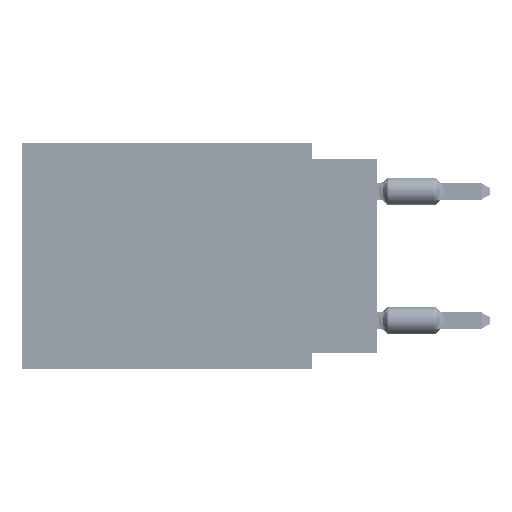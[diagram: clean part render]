
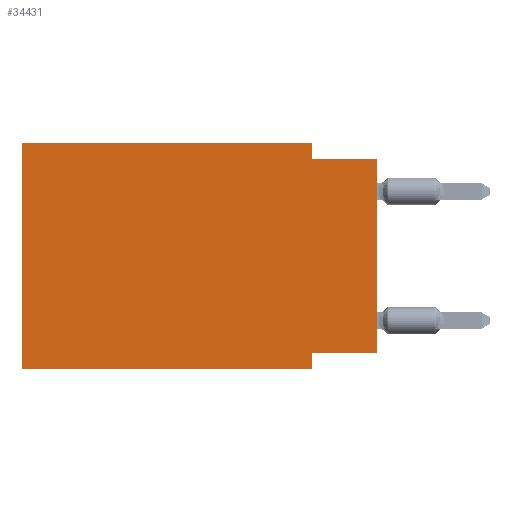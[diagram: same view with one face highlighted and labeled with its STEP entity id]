
A CAD part, left-side view. The second image highlights one B-rep face of the part: STEP entity #34431.
In plain terms, the highlighted planar face has unit normal (-1, 0, 0).
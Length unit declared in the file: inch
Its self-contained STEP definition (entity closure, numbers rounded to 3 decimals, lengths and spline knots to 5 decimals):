
#86 = CARTESIAN_POINT ( 'NONE',  ( 0., 0.55, 0. ) ) ;
#967 = VECTOR ( 'NONE', #16954, 39.37008 ) ;
#1865 = CARTESIAN_POINT ( 'NONE',  ( 0., 0.1, -0.325 ) ) ;
#4298 = CARTESIAN_POINT ( 'NONE',  ( 0., 0.1, -0.35 ) ) ;
#7358 = LINE ( 'NONE', #54586, #39656 ) ;
#8261 = CARTESIAN_POINT ( 'NONE',  ( 0., 0.55, 0. ) ) ;
#8884 = PLANE ( 'NONE',  #69410 ) ;
#9807 = VERTEX_POINT ( 'NONE', #1865 ) ;
#13654 = ORIENTED_EDGE ( 'NONE', *, *, #80147, .F. ) ;
#14068 = FACE_OUTER_BOUND ( 'NONE', #46784, .T. ) ;
#14978 = ORIENTED_EDGE ( 'NONE', *, *, #43468, .T. ) ;
#15093 = VERTEX_POINT ( 'NONE', #80553 ) ;
#15797 = DIRECTION ( 'NONE',  ( 0., 0., -1. ) ) ;
#15833 = CARTESIAN_POINT ( 'NONE',  ( 0., 0.55, -0.35 ) ) ;
#16954 = DIRECTION ( 'NONE',  ( 0., 0., 1. ) ) ;
#18534 = LINE ( 'NONE', #86, #34664 ) ;
#20656 = EDGE_CURVE ( 'NONE', #35430, #9807, #65864, .T. ) ;
#21419 = CARTESIAN_POINT ( 'NONE',  ( 0., 0., -0.025 ) ) ;
#22806 = CARTESIAN_POINT ( 'NONE',  ( 0., 0., -0.025 ) ) ;
#24379 = VERTEX_POINT ( 'NONE', #22806 ) ;
#24882 = CARTESIAN_POINT ( 'NONE',  ( 0., 0.1, -0.35 ) ) ;
#24969 = EDGE_CURVE ( 'NONE', #45822, #15093, #71625, .T. ) ;
#25503 = EDGE_CURVE ( 'NONE', #28427, #71530, #26248, .T. ) ;
#26248 = LINE ( 'NONE', #66813, #28431 ) ;
#27759 = DIRECTION ( 'NONE',  ( 0., -1., 0. ) ) ;
#28427 = VERTEX_POINT ( 'NONE', #15833 ) ;
#28431 = VECTOR ( 'NONE', #32501, 39.37008 ) ;
#31131 = CARTESIAN_POINT ( 'NONE',  ( 0., 0., -0.325 ) ) ;
#31813 = DIRECTION ( 'NONE',  ( 0., 0., -1. ) ) ;
#32499 = LINE ( 'NONE', #21419, #48663 ) ;
#32501 = DIRECTION ( 'NONE',  ( 0., -1., 0. ) ) ;
#34043 = ORIENTED_EDGE ( 'NONE', *, *, #59897, .F. ) ;
#34431 = ADVANCED_FACE ( 'NONE', ( #14068 ), #8884, .F. ) ;
#34664 = VECTOR ( 'NONE', #27759, 39.37008 ) ;
#35430 = VERTEX_POINT ( 'NONE', #74937 ) ;
#39656 = VECTOR ( 'NONE', #61508, 39.37008 ) ;
#41429 = VECTOR ( 'NONE', #43181, 39.37008 ) ;
#43181 = DIRECTION ( 'NONE',  ( 0., 0., -1. ) ) ;
#43468 = EDGE_CURVE ( 'NONE', #35430, #24379, #74223, .T. ) ;
#44557 = ORIENTED_EDGE ( 'NONE', *, *, #25503, .T. ) ;
#45822 = VERTEX_POINT ( 'NONE', #79016 ) ;
#46784 = EDGE_LOOP ( 'NONE', ( #14978, #61170, #49731, #58411, #34043, #44557, #13654, #80228 ) ) ;
#47580 = VECTOR ( 'NONE', #65429, 39.37008 ) ;
#48663 = VECTOR ( 'NONE', #48816, 39.37008 ) ;
#48816 = DIRECTION ( 'NONE',  ( 0., -1., 0. ) ) ;
#49731 = ORIENTED_EDGE ( 'NONE', *, *, #24969, .F. ) ;
#54586 = CARTESIAN_POINT ( 'NONE',  ( 0., 0.55, 0. ) ) ;
#55967 = VECTOR ( 'NONE', #31813, 39.37008 ) ;
#57020 = DIRECTION ( 'NONE',  ( 1., 0., 0. ) ) ;
#58104 = LINE ( 'NONE', #24882, #55967 ) ;
#58411 = ORIENTED_EDGE ( 'NONE', *, *, #85397, .F. ) ;
#59897 = EDGE_CURVE ( 'NONE', #28427, #64407, #7358, .T. ) ;
#61170 = ORIENTED_EDGE ( 'NONE', *, *, #85461, .F. ) ;
#61508 = DIRECTION ( 'NONE',  ( 0., 0., 1. ) ) ;
#64407 = VERTEX_POINT ( 'NONE', #8261 ) ;
#65429 = DIRECTION ( 'NONE',  ( 0., 1., 0. ) ) ;
#65864 = LINE ( 'NONE', #31131, #47580 ) ;
#66813 = CARTESIAN_POINT ( 'NONE',  ( 0., 0.55, -0.35 ) ) ;
#69410 = AXIS2_PLACEMENT_3D ( 'NONE', #84419, #57020, #15797 ) ;
#71530 = VERTEX_POINT ( 'NONE', #4298 ) ;
#71625 = LINE ( 'NONE', #84433, #41429 ) ;
#72058 = CARTESIAN_POINT ( 'NONE',  ( 0., 0., 0. ) ) ;
#74223 = LINE ( 'NONE', #72058, #967 ) ;
#74937 = CARTESIAN_POINT ( 'NONE',  ( 0., 0., -0.325 ) ) ;
#79016 = CARTESIAN_POINT ( 'NONE',  ( 0., 0.1, 0. ) ) ;
#80147 = EDGE_CURVE ( 'NONE', #9807, #71530, #58104, .T. ) ;
#80228 = ORIENTED_EDGE ( 'NONE', *, *, #20656, .F. ) ;
#80553 = CARTESIAN_POINT ( 'NONE',  ( 0., 0.1, -0.025 ) ) ;
#84419 = CARTESIAN_POINT ( 'NONE',  ( 0., 0.55, 0. ) ) ;
#84433 = CARTESIAN_POINT ( 'NONE',  ( 0., 0.1, 0. ) ) ;
#85397 = EDGE_CURVE ( 'NONE', #64407, #45822, #18534, .T. ) ;
#85461 = EDGE_CURVE ( 'NONE', #15093, #24379, #32499, .T. ) ;
